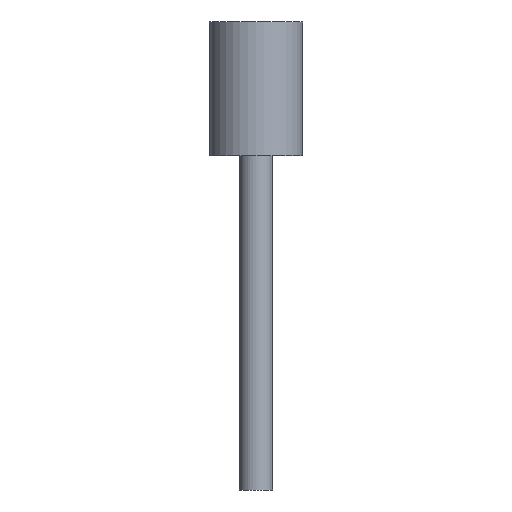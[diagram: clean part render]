
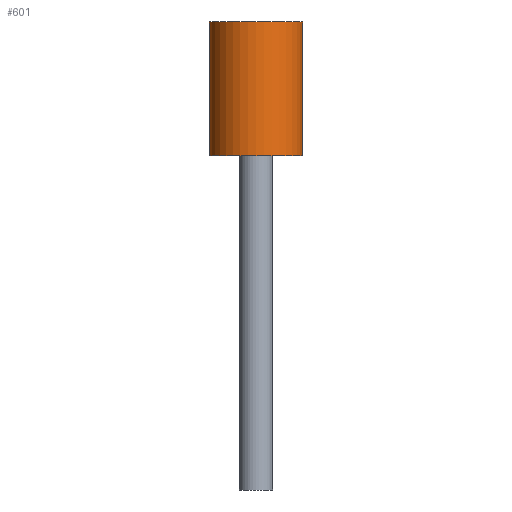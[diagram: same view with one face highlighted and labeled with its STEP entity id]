
A CAD part, front view. The second image highlights one B-rep face of the part: STEP entity #601.
In plain terms, the highlighted cylindrical face has radius 2.8 mm (diameter 5.6 mm), a partial arc.
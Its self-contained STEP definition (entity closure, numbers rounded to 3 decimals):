
#5 = VERTEX_POINT ( 'NONE', #361 ) ;
#21 = CARTESIAN_POINT ( 'NONE',  ( -5.353, -113.881, 8. ) ) ;
#25 = DIRECTION ( 'NONE',  ( 1., 0., 0. ) ) ;
#30 = DIRECTION ( 'NONE',  ( 0., 0., 1. ) ) ;
#67 = CIRCLE ( 'NONE', #401, 2.8 ) ;
#73 = CARTESIAN_POINT ( 'NONE',  ( -5.353, -113.881, 8. ) ) ;
#112 = CYLINDRICAL_SURFACE ( 'NONE', #131, 2.8 ) ;
#123 = CARTESIAN_POINT ( 'NONE',  ( -8.153, -113.881, 0. ) ) ;
#131 = AXIS2_PLACEMENT_3D ( 'NONE', #21, #176, #525 ) ;
#133 = EDGE_CURVE ( 'NONE', #555, #5, #545, .T. ) ;
#167 = VECTOR ( 'NONE', #559, 1000. ) ;
#168 = FACE_OUTER_BOUND ( 'NONE', #270, .T. ) ;
#176 = DIRECTION ( 'NONE',  ( 0., 0., -1. ) ) ;
#204 = ORIENTED_EDGE ( 'NONE', *, *, #133, .T. ) ;
#216 = VERTEX_POINT ( 'NONE', #436 ) ;
#243 = EDGE_CURVE ( 'NONE', #615, #5, #638, .T. ) ;
#248 = LINE ( 'NONE', #457, #167 ) ;
#252 = ORIENTED_EDGE ( 'NONE', *, *, #243, .F. ) ;
#262 = ORIENTED_EDGE ( 'NONE', *, *, #499, .T. ) ;
#270 = EDGE_LOOP ( 'NONE', ( #204, #252, #490, #262 ) ) ;
#279 = DIRECTION ( 'NONE',  ( 1., 0., 0. ) ) ;
#293 = AXIS2_PLACEMENT_3D ( 'NONE', #482, #30, #25 ) ;
#361 = CARTESIAN_POINT ( 'NONE',  ( -2.553, -113.881, 0. ) ) ;
#365 = DIRECTION ( 'NONE',  ( 0., 0., -1. ) ) ;
#384 = CARTESIAN_POINT ( 'NONE',  ( -2.553, -113.881, 8. ) ) ;
#399 = VECTOR ( 'NONE', #365, 1000. ) ;
#401 = AXIS2_PLACEMENT_3D ( 'NONE', #73, #527, #279 ) ;
#436 = CARTESIAN_POINT ( 'NONE',  ( -8.153, -113.881, 8. ) ) ;
#457 = CARTESIAN_POINT ( 'NONE',  ( -8.153, -113.881, 8. ) ) ;
#482 = CARTESIAN_POINT ( 'NONE',  ( -5.353, -113.881, 0. ) ) ;
#490 = ORIENTED_EDGE ( 'NONE', *, *, #617, .F. ) ;
#499 = EDGE_CURVE ( 'NONE', #216, #555, #248, .T. ) ;
#525 = DIRECTION ( 'NONE',  ( -1., 0., 0. ) ) ;
#527 = DIRECTION ( 'NONE',  ( 0., 0., 1. ) ) ;
#545 = CIRCLE ( 'NONE', #293, 2.8 ) ;
#555 = VERTEX_POINT ( 'NONE', #123 ) ;
#559 = DIRECTION ( 'NONE',  ( 0., 0., -1. ) ) ;
#601 = ADVANCED_FACE ( 'NONE', ( #168 ), #112, .T. ) ;
#615 = VERTEX_POINT ( 'NONE', #632 ) ;
#617 = EDGE_CURVE ( 'NONE', #216, #615, #67, .T. ) ;
#632 = CARTESIAN_POINT ( 'NONE',  ( -2.553, -113.881, 8. ) ) ;
#638 = LINE ( 'NONE', #384, #399 ) ;
